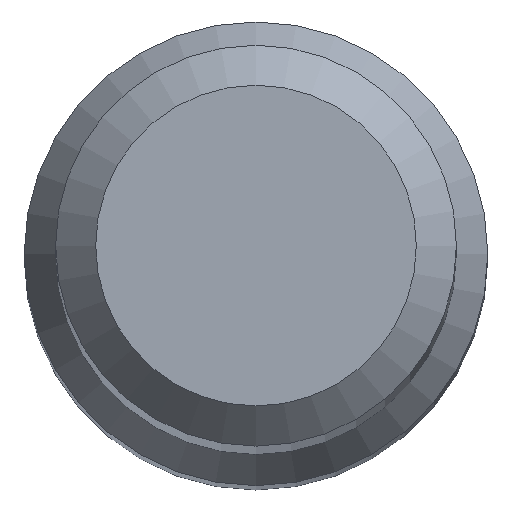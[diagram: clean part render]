
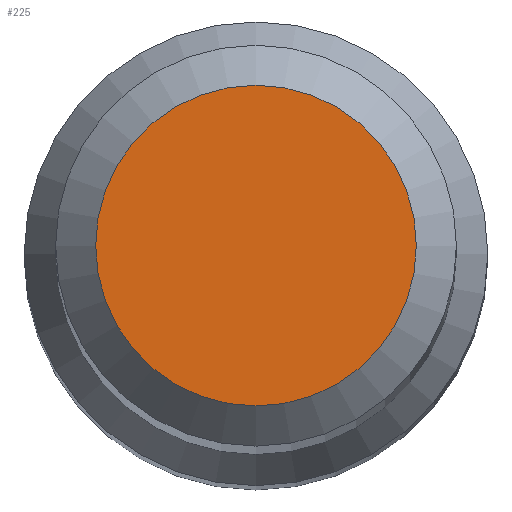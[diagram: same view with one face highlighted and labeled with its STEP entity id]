
A CAD part, top view. The second image highlights one B-rep face of the part: STEP entity #225.
In plain terms, the highlighted planar face has unit normal (0, 0, 1).
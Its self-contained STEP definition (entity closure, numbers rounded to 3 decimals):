
#9 = AXIS2_PLACEMENT_3D ( 'NONE', #81, #47, #171 ) ;
#25 = DIRECTION ( 'NONE',  ( 0., 0., -1. ) ) ;
#47 = DIRECTION ( 'NONE',  ( 0., 0., -1. ) ) ;
#59 = FACE_OUTER_BOUND ( 'NONE', #92, .T. ) ;
#60 = PLANE ( 'NONE',  #121 ) ;
#70 = EDGE_CURVE ( 'NONE', #82, #82, #120, .T. ) ;
#78 = CARTESIAN_POINT ( 'NONE',  ( 0., 0., 63. ) ) ;
#81 = CARTESIAN_POINT ( 'NONE',  ( 0., 0., 63. ) ) ;
#82 = VERTEX_POINT ( 'NONE', #233 ) ;
#92 = EDGE_LOOP ( 'NONE', ( #235 ) ) ;
#120 = CIRCLE ( 'NONE', #9, 1.4 ) ;
#121 = AXIS2_PLACEMENT_3D ( 'NONE', #78, #25, #203 ) ;
#171 = DIRECTION ( 'NONE',  ( 0., 1., 0. ) ) ;
#203 = DIRECTION ( 'NONE',  ( 0., 1., 0. ) ) ;
#225 = ADVANCED_FACE ( 'NONE', ( #59 ), #60, .F. ) ;
#233 = CARTESIAN_POINT ( 'NONE',  ( 0., 1.4, 63. ) ) ;
#235 = ORIENTED_EDGE ( 'NONE', *, *, #70, .F. ) ;
